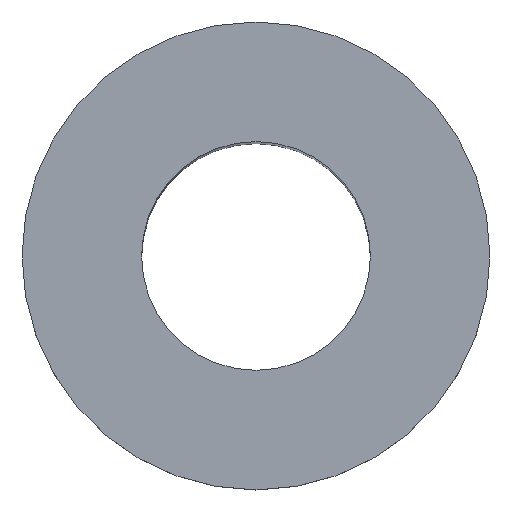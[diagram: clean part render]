
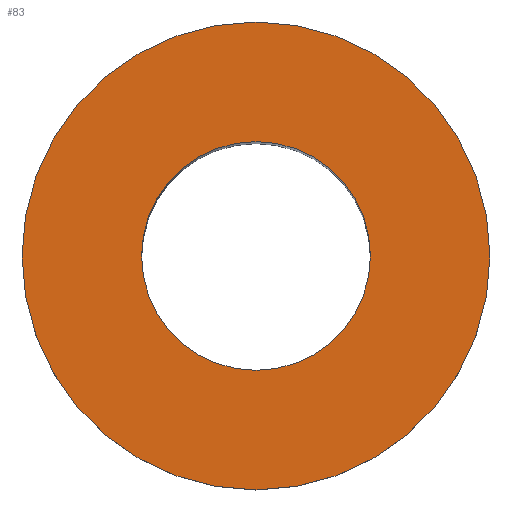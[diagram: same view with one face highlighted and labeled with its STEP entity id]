
A CAD part, top view. The second image highlights one B-rep face of the part: STEP entity #83.
In plain terms, the highlighted planar face has unit normal (0, 0, 1).
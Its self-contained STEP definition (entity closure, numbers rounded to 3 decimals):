
#50=PLANE('',#334);
#66=FACE_BOUND('',#117,.T.);
#67=FACE_BOUND('',#118,.T.);
#83=ADVANCED_FACE('',(#66,#67),#50,.T.);
#117=EDGE_LOOP('',(#181));
#118=EDGE_LOOP('',(#182));
#181=ORIENTED_EDGE('',*,*,#229,.T.);
#182=ORIENTED_EDGE('',*,*,#215,.F.);
#194=VERTEX_POINT('',#702);
#203=VERTEX_POINT('',#1939);
#215=EDGE_CURVE('',#194,#194,#267,.T.);
#229=EDGE_CURVE('',#203,#203,#272,.T.);
#267=CIRCLE('',#319,11.);
#272=CIRCLE('',#331,22.5);
#319=AXIS2_PLACEMENT_3D('',#701,#370,#371);
#331=AXIS2_PLACEMENT_3D('',#1938,#395,#396);
#334=AXIS2_PLACEMENT_3D('',#1943,#401,#402);
#370=DIRECTION('',(0.,0.,1.));
#371=DIRECTION('',(1.,0.,0.));
#395=DIRECTION('',(0.,0.,1.));
#396=DIRECTION('',(1.,0.,0.));
#401=DIRECTION('',(0.,0.,1.));
#402=DIRECTION('',(1.,0.,0.));
#701=CARTESIAN_POINT('',(0.,0.,115.));
#702=CARTESIAN_POINT('',(11.,0.,115.));
#1938=CARTESIAN_POINT('',(0.,0.,115.));
#1939=CARTESIAN_POINT('',(22.5,0.,115.));
#1943=CARTESIAN_POINT('',(0.,0.,115.));
